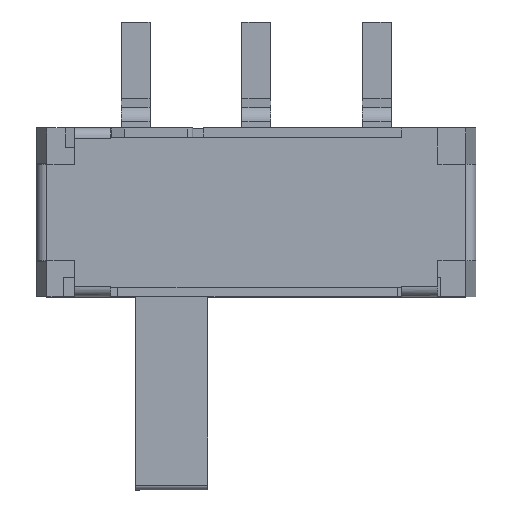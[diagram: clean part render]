
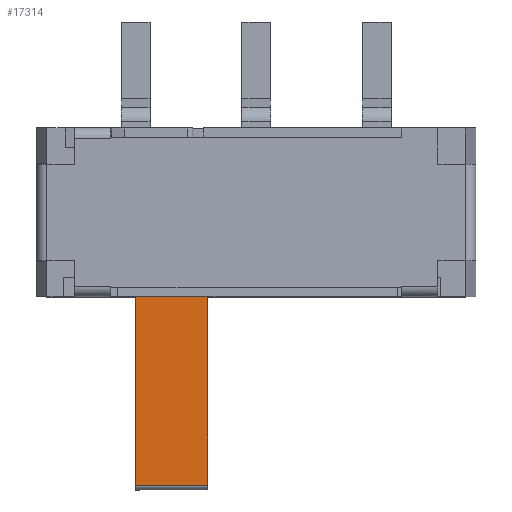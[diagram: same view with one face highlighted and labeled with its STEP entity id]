
A CAD part, top view. The second image highlights one B-rep face of the part: STEP entity #17314.
In plain terms, the highlighted planar face has unit normal (0, 0, 1).
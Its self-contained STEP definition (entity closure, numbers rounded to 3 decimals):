
#132 = CARTESIAN_POINT ( 'NONE',  ( -2.495, -0.845, -0.21 ) ) ;
#1809 = LINE ( 'NONE', #7856, #2490 ) ;
#1884 = VERTEX_POINT ( 'NONE', #8948 ) ;
#2031 = ORIENTED_EDGE ( 'NONE', *, *, #8483, .T. ) ;
#2490 = VECTOR ( 'NONE', #13870, 1000. ) ;
#2611 = FACE_OUTER_BOUND ( 'NONE', #10586, .T. ) ;
#2994 = LINE ( 'NONE', #9049, #15432 ) ;
#3104 = VERTEX_POINT ( 'NONE', #7004 ) ;
#3941 = EDGE_CURVE ( 'NONE', #1884, #15841, #17605, .T. ) ;
#4051 = CARTESIAN_POINT ( 'NONE',  ( -2.495, -0.845, -0.21 ) ) ;
#5804 = CARTESIAN_POINT ( 'NONE',  ( -2.495, -0.845, -0.21 ) ) ;
#6224 = DIRECTION ( 'NONE',  ( 0., 1., 0. ) ) ;
#6484 = CARTESIAN_POINT ( 'NONE',  ( -0.995, -0.845, -0.21 ) ) ;
#7004 = CARTESIAN_POINT ( 'NONE',  ( -2.495, -4.745, -0.21 ) ) ;
#7856 = CARTESIAN_POINT ( 'NONE',  ( -0.995, -0.845, -0.21 ) ) ;
#8423 = EDGE_CURVE ( 'NONE', #3104, #12550, #2994, .T. ) ;
#8483 = EDGE_CURVE ( 'NONE', #12550, #15841, #1809, .T. ) ;
#8679 = PLANE ( 'NONE',  #19403 ) ;
#8948 = CARTESIAN_POINT ( 'NONE',  ( -2.495, -0.845, -0.21 ) ) ;
#9049 = CARTESIAN_POINT ( 'NONE',  ( -2.495, -4.745, -0.21 ) ) ;
#9924 = ORIENTED_EDGE ( 'NONE', *, *, #8423, .T. ) ;
#10040 = EDGE_CURVE ( 'NONE', #3104, #1884, #13721, .T. ) ;
#10101 = DIRECTION ( 'NONE',  ( 1., 0., 0. ) ) ;
#10586 = EDGE_LOOP ( 'NONE', ( #2031, #19180, #12360, #9924 ) ) ;
#11823 = DIRECTION ( 'NONE',  ( 0., 0., -1. ) ) ;
#12360 = ORIENTED_EDGE ( 'NONE', *, *, #10040, .F. ) ;
#12550 = VERTEX_POINT ( 'NONE', #17642 ) ;
#13721 = LINE ( 'NONE', #132, #19490 ) ;
#13870 = DIRECTION ( 'NONE',  ( 0., 1., 0. ) ) ;
#15037 = DIRECTION ( 'NONE',  ( 1., 0., 0. ) ) ;
#15432 = VECTOR ( 'NONE', #15037, 1000. ) ;
#15841 = VERTEX_POINT ( 'NONE', #6484 ) ;
#17314 = ADVANCED_FACE ( 'NONE', ( #2611 ), #8679, .F. ) ;
#17605 = LINE ( 'NONE', #4051, #18621 ) ;
#17642 = CARTESIAN_POINT ( 'NONE',  ( -0.995, -4.745, -0.21 ) ) ;
#17854 = DIRECTION ( 'NONE',  ( 0., -1., 0. ) ) ;
#18621 = VECTOR ( 'NONE', #10101, 1000. ) ;
#19180 = ORIENTED_EDGE ( 'NONE', *, *, #3941, .F. ) ;
#19403 = AXIS2_PLACEMENT_3D ( 'NONE', #5804, #11823, #17854 ) ;
#19490 = VECTOR ( 'NONE', #6224, 1000. ) ;
